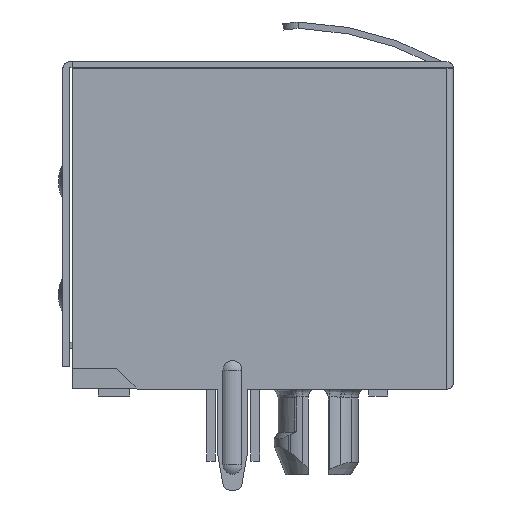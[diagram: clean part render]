
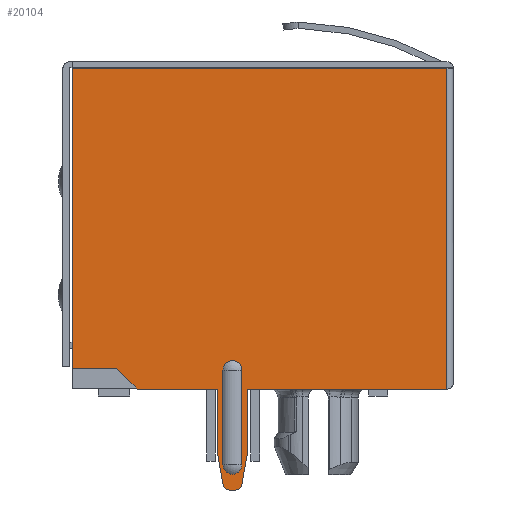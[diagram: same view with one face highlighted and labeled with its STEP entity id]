
A CAD part, left-side view. The second image highlights one B-rep face of the part: STEP entity #20104.
In plain terms, the highlighted planar face has unit normal (-1, 0, 0).
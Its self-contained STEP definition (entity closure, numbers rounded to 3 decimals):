
#828=PLANE('',#21491);
#1217=B_SPLINE_CURVE_WITH_KNOTS('',3,(#38840,#38841,#38842,#38843,#38844,
#38845,#38846,#38847,#38848,#38849,#38850,#38851,#38852,#38853,#38854,#38855,
#38856,#38857,#38858,#38859,#38860,#38861),.UNSPECIFIED.,.F.,.F.,(4,2,2,
2,2,2,2,2,2,2,4),(-0.119,-0.111,-0.103,
-0.089,-0.075,-0.059,-0.044,
-0.03,-0.016,-0.008,0.),
 .UNSPECIFIED.);
#1328=FACE_BOUND('',#3435,.T.);
#2311=FACE_OUTER_BOUND('',#3434,.T.);
#3434=EDGE_LOOP('',(#18658,#18659,#18660,#18661,#18662,#18663,#18664,#18665,
#18666,#18667,#18668,#18669,#18670,#18671));
#3435=EDGE_LOOP('',(#18672,#18673,#18674,#18675));
#5550=LINE('',#37808,#7736);
#5552=LINE('',#37812,#7738);
#5554=LINE('',#37816,#7740);
#5557=LINE('',#37824,#7743);
#5560=LINE('',#37832,#7746);
#5562=LINE('',#37836,#7748);
#5564=LINE('',#37840,#7750);
#5566=LINE('',#37844,#7752);
#5568=LINE('',#37848,#7754);
#5570=LINE('',#37852,#7756);
#5573=LINE('',#37859,#7759);
#5628=LINE('',#38835,#7814);
#5629=LINE('',#38838,#7815);
#5630=LINE('',#38863,#7816);
#7736=VECTOR('',#25965,1000.);
#7738=VECTOR('',#25969,1000.);
#7740=VECTOR('',#25973,1000.);
#7743=VECTOR('',#25982,1000.);
#7746=VECTOR('',#25991,1000.);
#7748=VECTOR('',#25995,1000.);
#7750=VECTOR('',#25999,1000.);
#7752=VECTOR('',#26003,1000.);
#7754=VECTOR('',#26007,1000.);
#7756=VECTOR('',#26011,1000.);
#7759=VECTOR('',#26018,1000.);
#7814=VECTOR('',#26287,1000.);
#7815=VECTOR('',#26288,1000.);
#7816=VECTOR('',#26289,1000.);
#8193=CIRCLE('',#21373,0.254);
#8194=CIRCLE('',#21376,0.254);
#8229=CIRCLE('',#21492,0.381);
#8990=VERTEX_POINT('',#30475);
#10039=VERTEX_POINT('',#37807);
#10040=VERTEX_POINT('',#37811);
#10041=VERTEX_POINT('',#37815);
#10042=VERTEX_POINT('',#37819);
#10043=VERTEX_POINT('',#37823);
#10044=VERTEX_POINT('',#37827);
#10045=VERTEX_POINT('',#37831);
#10046=VERTEX_POINT('',#37835);
#10047=VERTEX_POINT('',#37839);
#10048=VERTEX_POINT('',#37843);
#10049=VERTEX_POINT('',#37847);
#10050=VERTEX_POINT('',#37851);
#10051=VERTEX_POINT('',#37855);
#10116=VERTEX_POINT('',#38836);
#10117=VERTEX_POINT('',#38837);
#10118=VERTEX_POINT('',#38839);
#10119=VERTEX_POINT('',#38862);
#12858=EDGE_CURVE('',#8990,#10039,#5550,.T.);
#12860=EDGE_CURVE('',#10039,#10040,#5552,.T.);
#12862=EDGE_CURVE('',#10040,#10041,#5554,.T.);
#12864=EDGE_CURVE('',#10042,#10041,#8193,.T.);
#12866=EDGE_CURVE('',#10043,#10042,#5557,.T.);
#12868=EDGE_CURVE('',#10044,#10043,#8194,.T.);
#12870=EDGE_CURVE('',#10044,#10045,#5560,.T.);
#12872=EDGE_CURVE('',#10045,#10046,#5562,.T.);
#12874=EDGE_CURVE('',#10046,#10047,#5564,.T.);
#12876=EDGE_CURVE('',#10048,#10047,#5566,.T.);
#12878=EDGE_CURVE('',#10049,#10048,#5568,.T.);
#12880=EDGE_CURVE('',#10049,#10050,#5570,.T.);
#12884=EDGE_CURVE('',#10051,#10050,#5573,.T.);
#12996=EDGE_CURVE('',#8990,#10051,#5628,.T.);
#12997=EDGE_CURVE('',#10116,#10117,#5629,.T.);
#12998=EDGE_CURVE('',#10117,#10118,#1217,.T.);
#12999=EDGE_CURVE('',#10118,#10119,#5630,.T.);
#13000=EDGE_CURVE('',#10119,#10116,#8229,.T.);
#18658=ORIENTED_EDGE('',*,*,#12884,.T.);
#18659=ORIENTED_EDGE('',*,*,#12880,.F.);
#18660=ORIENTED_EDGE('',*,*,#12878,.T.);
#18661=ORIENTED_EDGE('',*,*,#12876,.T.);
#18662=ORIENTED_EDGE('',*,*,#12874,.F.);
#18663=ORIENTED_EDGE('',*,*,#12872,.F.);
#18664=ORIENTED_EDGE('',*,*,#12870,.F.);
#18665=ORIENTED_EDGE('',*,*,#12868,.T.);
#18666=ORIENTED_EDGE('',*,*,#12866,.T.);
#18667=ORIENTED_EDGE('',*,*,#12864,.T.);
#18668=ORIENTED_EDGE('',*,*,#12862,.F.);
#18669=ORIENTED_EDGE('',*,*,#12860,.F.);
#18670=ORIENTED_EDGE('',*,*,#12858,.F.);
#18671=ORIENTED_EDGE('',*,*,#12996,.T.);
#18672=ORIENTED_EDGE('',*,*,#12997,.T.);
#18673=ORIENTED_EDGE('',*,*,#12998,.T.);
#18674=ORIENTED_EDGE('',*,*,#12999,.T.);
#18675=ORIENTED_EDGE('',*,*,#13000,.T.);
#20104=ADVANCED_FACE('',(#2311,#1328),#828,.T.);
#21373=AXIS2_PLACEMENT_3D('',#37820,#25977,#25978);
#21376=AXIS2_PLACEMENT_3D('',#37828,#25986,#25987);
#21491=AXIS2_PLACEMENT_3D('',#38834,#26285,#26286);
#21492=AXIS2_PLACEMENT_3D('',#38864,#26290,#26291);
#25965=DIRECTION('',(0.,1.,0.));
#25969=DIRECTION('',(0.,0.,-1.));
#25973=DIRECTION('',(0.,0.174,-0.985));
#25977=DIRECTION('center_axis',(-1.,0.,0.));
#25978=DIRECTION('ref_axis',(0.,-0.985,-0.174));
#25982=DIRECTION('',(0.,-1.,0.));
#25986=DIRECTION('center_axis',(-1.,0.,0.));
#25987=DIRECTION('ref_axis',(0.,0.,-1.));
#25991=DIRECTION('',(0.,0.174,0.985));
#25995=DIRECTION('',(0.,0.,1.));
#25999=DIRECTION('',(0.,1.,0.));
#26003=DIRECTION('',(0.,-0.707,-0.707));
#26007=DIRECTION('',(0.,-1.,0.));
#26011=DIRECTION('',(0.,0.,1.));
#26018=DIRECTION('',(0.,1.,0.));
#26285=DIRECTION('center_axis',(-1.,0.,0.));
#26286=DIRECTION('ref_axis',(0.,-1.,0.));
#26287=DIRECTION('',(0.,0.,1.));
#26288=DIRECTION('',(0.,0.,1.));
#26289=DIRECTION('',(0.,0.,-1.));
#26290=DIRECTION('center_axis',(1.,0.,0.));
#26291=DIRECTION('ref_axis',(0.,1.,0.));
#30475=CARTESIAN_POINT('',(-4.696,-9.503,0.358));
#37807=CARTESIAN_POINT('',(-4.696,-1.477,0.358));
#37808=CARTESIAN_POINT('',(-4.696,-5.49,0.358));
#37811=CARTESIAN_POINT('',(-4.696,-1.477,-2.182));
#37812=CARTESIAN_POINT('',(-4.696,-1.477,-0.912));
#37815=CARTESIAN_POINT('',(-4.696,-1.245,-3.496));
#37816=CARTESIAN_POINT('',(-4.696,-1.361,-2.839));
#37819=CARTESIAN_POINT('',(-4.696,-0.995,-3.706));
#37820=CARTESIAN_POINT('Origin',(-4.696,-0.995,-3.452));
#37823=CARTESIAN_POINT('',(-4.696,-0.74,-3.706));
#37824=CARTESIAN_POINT('',(-4.696,-0.867,-3.706));
#37827=CARTESIAN_POINT('',(-4.696,-0.49,-3.496));
#37828=CARTESIAN_POINT('Origin',(-4.696,-0.74,-3.452));
#37831=CARTESIAN_POINT('',(-4.696,-0.258,-2.182));
#37832=CARTESIAN_POINT('',(-4.696,-0.374,-2.839));
#37835=CARTESIAN_POINT('',(-4.696,-0.258,0.358));
#37836=CARTESIAN_POINT('',(-4.696,-0.258,-0.912));
#37839=CARTESIAN_POINT('',(-4.696,2.968,0.358));
#37840=CARTESIAN_POINT('',(-4.696,1.355,0.358));
#37843=CARTESIAN_POINT('',(-4.696,3.806,1.196));
#37844=CARTESIAN_POINT('',(-4.696,3.387,0.777));
#37847=CARTESIAN_POINT('',(-4.696,5.584,1.196));
#37848=CARTESIAN_POINT('',(-4.696,4.695,1.196));
#37851=CARTESIAN_POINT('',(-4.696,5.584,13.284));
#37852=CARTESIAN_POINT('',(-4.696,5.584,7.24));
#37855=CARTESIAN_POINT('',(-4.696,-9.503,13.284));
#37859=CARTESIAN_POINT('',(-4.696,-2.133,13.284));
#38834=CARTESIAN_POINT('Origin',(-4.696,5.584,-3.706));
#38835=CARTESIAN_POINT('',(-4.696,-9.503,4.789));
#38836=CARTESIAN_POINT('',(-4.696,-0.486,-2.69));
#38837=CARTESIAN_POINT('',(-4.696,-0.486,1.12));
#38838=CARTESIAN_POINT('',(-4.696,-0.486,4.789));
#38839=CARTESIAN_POINT('',(-4.696,-1.248,1.12));
#38840=CARTESIAN_POINT('Ctrl Pts',(-4.696,-0.486,1.12));
#38841=CARTESIAN_POINT('Ctrl Pts',(-4.696,-0.486,1.146));
#38842=CARTESIAN_POINT('Ctrl Pts',(-4.696,-0.489,1.172));
#38843=CARTESIAN_POINT('Ctrl Pts',(-4.696,-0.5,1.223));
#38844=CARTESIAN_POINT('Ctrl Pts',(-4.696,-0.508,1.25));
#38845=CARTESIAN_POINT('Ctrl Pts',(-4.696,-0.538,1.317));
#38846=CARTESIAN_POINT('Ctrl Pts',(-4.696,-0.566,1.357));
#38847=CARTESIAN_POINT('Ctrl Pts',(-4.696,-0.634,1.425));
#38848=CARTESIAN_POINT('Ctrl Pts',(-4.696,-0.676,1.453));
#38849=CARTESIAN_POINT('Ctrl Pts',(-4.696,-0.769,1.492));
#38850=CARTESIAN_POINT('Ctrl Pts',(-4.696,-0.82,
1.501));
#38851=CARTESIAN_POINT('Ctrl Pts',(-4.696,-0.915,
1.501));
#38852=CARTESIAN_POINT('Ctrl Pts',(-4.696,-0.966,1.492));
#38853=CARTESIAN_POINT('Ctrl Pts',(-4.696,-1.059,1.453));
#38854=CARTESIAN_POINT('Ctrl Pts',(-4.696,-1.101,1.425));
#38855=CARTESIAN_POINT('Ctrl Pts',(-4.696,-1.169,1.357));
#38856=CARTESIAN_POINT('Ctrl Pts',(-4.696,-1.197,1.317));
#38857=CARTESIAN_POINT('Ctrl Pts',(-4.696,-1.227,1.25));
#38858=CARTESIAN_POINT('Ctrl Pts',(-4.696,-1.235,1.223));
#38859=CARTESIAN_POINT('Ctrl Pts',(-4.696,-1.246,1.172));
#38860=CARTESIAN_POINT('Ctrl Pts',(-4.696,-1.248,1.146));
#38861=CARTESIAN_POINT('Ctrl Pts',(-4.696,-1.248,1.12));
#38862=CARTESIAN_POINT('',(-4.696,-1.248,-2.69));
#38863=CARTESIAN_POINT('',(-4.696,-1.248,4.789));
#38864=CARTESIAN_POINT('Origin',(-4.696,-0.867,-2.69));
